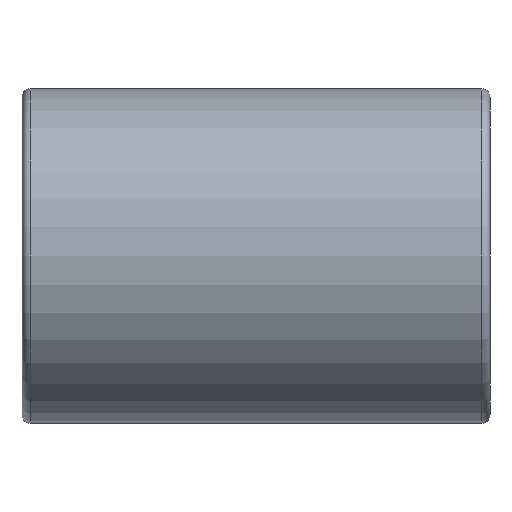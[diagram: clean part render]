
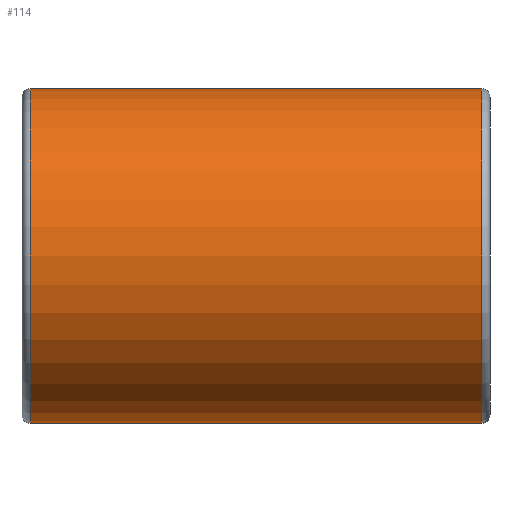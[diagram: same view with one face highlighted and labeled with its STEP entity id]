
A CAD part, front view. The second image highlights one B-rep face of the part: STEP entity #114.
In plain terms, the highlighted cylindrical face has radius 10 mm (diameter 20 mm), a partial arc.
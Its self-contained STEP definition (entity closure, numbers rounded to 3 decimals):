
#8 = EDGE_CURVE ( 'NONE', #139, #262, #352, .T. ) ;
#18 = EDGE_CURVE ( 'NONE', #213, #251, #302, .T. ) ;
#20 = ORIENTED_EDGE ( 'NONE', *, *, #266, .F. ) ;
#24 = EDGE_CURVE ( 'NONE', #251, #262, #47, .T. ) ;
#35 = ORIENTED_EDGE ( 'NONE', *, *, #18, .T. ) ;
#39 = FACE_OUTER_BOUND ( 'NONE', #334, .T. ) ;
#47 = LINE ( 'NONE', #265, #147 ) ;
#63 = CARTESIAN_POINT ( 'NONE',  ( 0., 0., 0. ) ) ;
#74 = AXIS2_PLACEMENT_3D ( 'NONE', #347, #76, #183 ) ;
#76 = DIRECTION ( 'NONE',  ( -1., 0., 0. ) ) ;
#80 = CARTESIAN_POINT ( 'NONE',  ( 0., 0., 10. ) ) ;
#90 = ORIENTED_EDGE ( 'NONE', *, *, #24, .T. ) ;
#106 = LINE ( 'NONE', #297, #344 ) ;
#114 = ADVANCED_FACE ( 'NONE', ( #39 ), #201, .T. ) ;
#136 = CARTESIAN_POINT ( 'NONE',  ( 0., 0., -10. ) ) ;
#139 = VERTEX_POINT ( 'NONE', #136 ) ;
#146 = AXIS2_PLACEMENT_3D ( 'NONE', #63, #310, #282 ) ;
#147 = VECTOR ( 'NONE', #153, 1000. ) ;
#153 = DIRECTION ( 'NONE',  ( -1., 0., 0. ) ) ;
#155 = DIRECTION ( 'NONE',  ( -1., 0., 0. ) ) ;
#164 = CARTESIAN_POINT ( 'NONE',  ( 27., 0., 10. ) ) ;
#183 = DIRECTION ( 'NONE',  ( 0., 0., 1. ) ) ;
#201 = CYLINDRICAL_SURFACE ( 'NONE', #146, 10. ) ;
#213 = VERTEX_POINT ( 'NONE', #240 ) ;
#214 = ORIENTED_EDGE ( 'NONE', *, *, #8, .F. ) ;
#240 = CARTESIAN_POINT ( 'NONE',  ( 27., 0., -10. ) ) ;
#251 = VERTEX_POINT ( 'NONE', #164 ) ;
#259 = AXIS2_PLACEMENT_3D ( 'NONE', #291, #155, #290 ) ;
#262 = VERTEX_POINT ( 'NONE', #80 ) ;
#265 = CARTESIAN_POINT ( 'NONE',  ( 0., 0., 10. ) ) ;
#266 = EDGE_CURVE ( 'NONE', #213, #139, #106, .T. ) ;
#282 = DIRECTION ( 'NONE',  ( 0., 0., 1. ) ) ;
#290 = DIRECTION ( 'NONE',  ( 0., 0., 1. ) ) ;
#291 = CARTESIAN_POINT ( 'NONE',  ( 27., 0., 0. ) ) ;
#294 = DIRECTION ( 'NONE',  ( -1., 0., 0. ) ) ;
#297 = CARTESIAN_POINT ( 'NONE',  ( 0., 0., -10. ) ) ;
#302 = CIRCLE ( 'NONE', #259, 10. ) ;
#310 = DIRECTION ( 'NONE',  ( -1., 0., 0. ) ) ;
#334 = EDGE_LOOP ( 'NONE', ( #20, #35, #90, #214 ) ) ;
#344 = VECTOR ( 'NONE', #294, 1000. ) ;
#347 = CARTESIAN_POINT ( 'NONE',  ( 0., 0., 0. ) ) ;
#352 = CIRCLE ( 'NONE', #74, 10. ) ;
